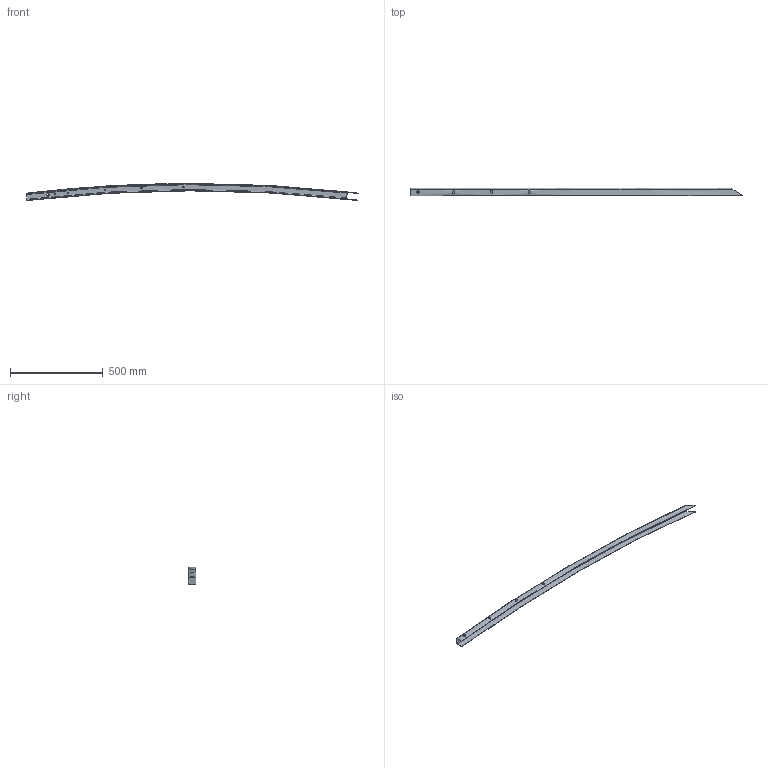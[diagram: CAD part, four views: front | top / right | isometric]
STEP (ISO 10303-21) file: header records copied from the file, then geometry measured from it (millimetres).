
FILE_DESCRIPTION(/* description */ (''),/* implementation_level */ '2;1');
FILE_NAME(/* name */ 'HXE150900.stp',/* time_stamp */ '2021-02-10T10:35:28+01:00',/* author */ ('bacwi'),/* organization */ (''),/* preprocessor_version */ 'ST-DEVELOPER v18.1',/* originating_system */ 'Autodesk Inventor 2021',/* authorisation */ '');
FILE_SCHEMA (('AUTOMOTIVE_DESIGN { 1 0 10303 214 3 1 1 }'));
Length unit declared in the file: millimetre
Products named in the file (1): HXE150900
Bounding box: 1792.36 x 40 x 92.88 mm (x, y, z)
Volume: 387448.6 mm3; surface area: 395892 mm2
Topology: 1 solids, 1 shells, 26 faces, 76 edges, 52 vertices
Faces by surface type: cylinder 16, plane 6, torus 4
Full cylindrical faces by diameter (mm): 7.2 x5, 13.5 x5
Entity records: 1705 total; most frequent: CARTESIAN_POINT 931, ORIENTED_EDGE 152, DIRECTION 134, EDGE_CURVE 76, AXIS2_PLACEMENT_3D 55, VERTEX_POINT 52, EDGE_LOOP 46, CIRCLE 28
